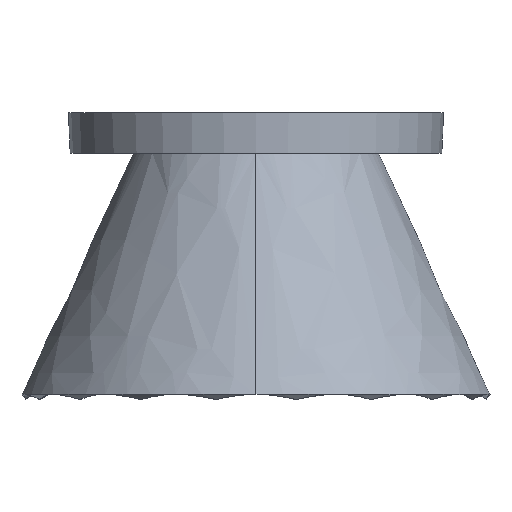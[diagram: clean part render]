
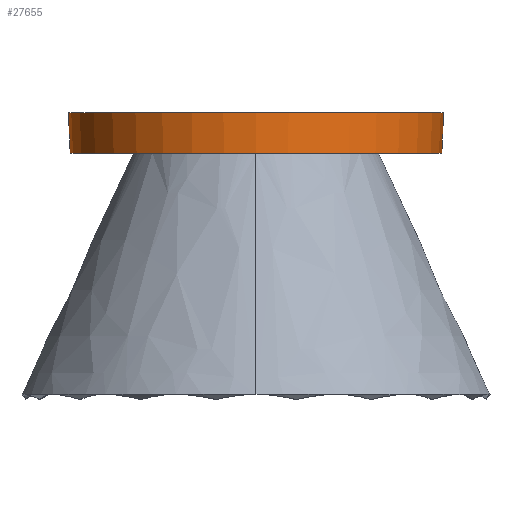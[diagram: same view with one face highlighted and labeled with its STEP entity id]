
A CAD part, left-side view. The second image highlights one B-rep face of the part: STEP entity #27655.
In plain terms, the highlighted conical face has half-angle 2.5 degrees and reference radius 26.95 mm.
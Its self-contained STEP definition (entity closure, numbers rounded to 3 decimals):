
#150 = AXIS2_PLACEMENT_3D ( 'NONE', #31126, #16522, #1963 ) ;
#178 = ORIENTED_EDGE ( 'NONE', *, *, #9986, .F. ) ;
#1963 = DIRECTION ( 'NONE',  ( 0., -1., 0. ) ) ;
#3132 = LINE ( 'NONE', #14765, #16064 ) ;
#3736 = ORIENTED_EDGE ( 'NONE', *, *, #31205, .T. ) ;
#5467 = CARTESIAN_POINT ( 'NONE',  ( 0., 0., 4.5 ) ) ;
#5921 = FACE_OUTER_BOUND ( 'NONE', #17720, .T. ) ;
#6228 = VERTEX_POINT ( 'NONE', #25978 ) ;
#7125 = DIRECTION ( 'NONE',  ( 0., -0.044, 0.999 ) ) ;
#9703 = EDGE_CURVE ( 'NONE', #25034, #19968, #18364, .T. ) ;
#9986 = EDGE_CURVE ( 'NONE', #19968, #23324, #3132, .T. ) ;
#10423 = DIRECTION ( 'NONE',  ( 0., 0., -1. ) ) ;
#13468 = ORIENTED_EDGE ( 'NONE', *, *, #15885, .F. ) ;
#14325 = CARTESIAN_POINT ( 'NONE',  ( 0., -26.95, 4.5 ) ) ;
#14662 = DIRECTION ( 'NONE',  ( 0., 0.044, 0.999 ) ) ;
#14765 = CARTESIAN_POINT ( 'NONE',  ( 0., 26.95, 4.5 ) ) ;
#15885 = EDGE_CURVE ( 'NONE', #23324, #6228, #21396, .T. ) ;
#16064 = VECTOR ( 'NONE', #14662, 1000. ) ;
#16522 = DIRECTION ( 'NONE',  ( 0., 0., 1. ) ) ;
#17466 = DIRECTION ( 'NONE',  ( 0., 0., 1. ) ) ;
#17720 = EDGE_LOOP ( 'NONE', ( #178, #31023, #3736, #13468 ) ) ;
#18088 = CONICAL_SURFACE ( 'NONE', #26547, 26.95, 0.044 ) ;
#18364 = CIRCLE ( 'NONE', #25726, 26.557 ) ;
#19968 = VERTEX_POINT ( 'NONE', #30292 ) ;
#21306 = CARTESIAN_POINT ( 'NONE',  ( 0., 26.808, 1.25 ) ) ;
#21396 = CIRCLE ( 'NONE', #150, 26.808 ) ;
#22178 = LINE ( 'NONE', #14325, #27099 ) ;
#22471 = DIRECTION ( 'NONE',  ( 0., -1., 0. ) ) ;
#23324 = VERTEX_POINT ( 'NONE', #21306 ) ;
#25031 = CARTESIAN_POINT ( 'NONE',  ( 0., 0., -4.5 ) ) ;
#25034 = VERTEX_POINT ( 'NONE', #26923 ) ;
#25726 = AXIS2_PLACEMENT_3D ( 'NONE', #25031, #10423, #27449 ) ;
#25978 = CARTESIAN_POINT ( 'NONE',  ( 0., -26.808, 1.25 ) ) ;
#26547 = AXIS2_PLACEMENT_3D ( 'NONE', #5467, #17466, #22471 ) ;
#26923 = CARTESIAN_POINT ( 'NONE',  ( 0., -26.557, -4.5 ) ) ;
#27099 = VECTOR ( 'NONE', #7125, 1000. ) ;
#27449 = DIRECTION ( 'NONE',  ( 0., 1., 0. ) ) ;
#27655 = ADVANCED_FACE ( 'NONE', ( #5921 ), #18088, .T. ) ;
#30292 = CARTESIAN_POINT ( 'NONE',  ( 0., 26.557, -4.5 ) ) ;
#31023 = ORIENTED_EDGE ( 'NONE', *, *, #9703, .F. ) ;
#31126 = CARTESIAN_POINT ( 'NONE',  ( 0., 0., 1.25 ) ) ;
#31205 = EDGE_CURVE ( 'NONE', #25034, #6228, #22178, .T. ) ;
